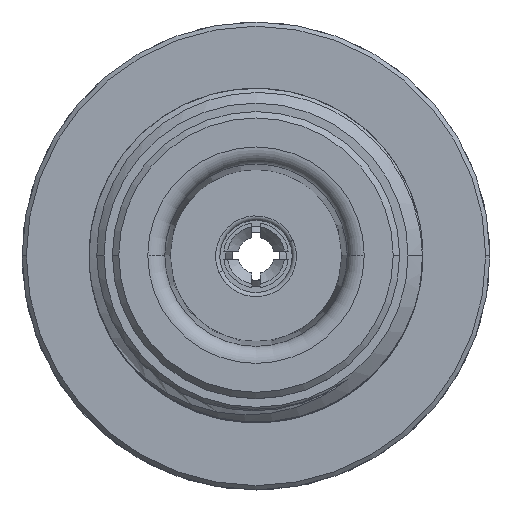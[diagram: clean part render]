
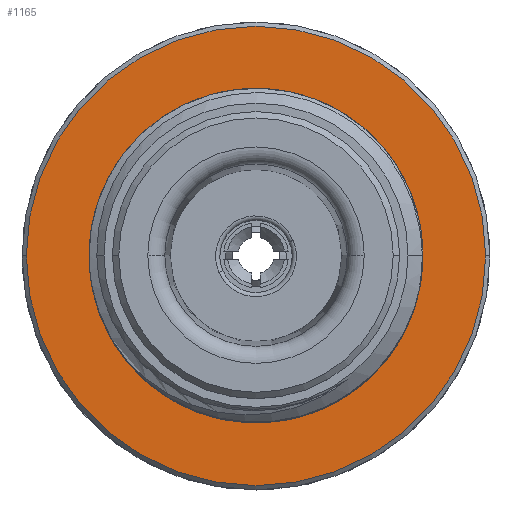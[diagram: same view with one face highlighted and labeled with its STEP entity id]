
A CAD part, top view. The second image highlights one B-rep face of the part: STEP entity #1165.
In plain terms, the highlighted planar face has unit normal (0, 0, 1).
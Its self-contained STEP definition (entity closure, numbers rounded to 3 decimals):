
#47 = AXIS2_PLACEMENT_3D ( 'NONE', #13129, #10701, #11990 ) ;
#204 = VERTEX_POINT ( 'NONE', #13057 ) ;
#749 = CARTESIAN_POINT ( 'NONE',  ( 0., 0., 13.85 ) ) ;
#811 = EDGE_LOOP ( 'NONE', ( #4923, #10648 ) ) ;
#1165 = ADVANCED_FACE ( 'NONE', ( #1483, #13244 ), #16091, .T. ) ;
#1483 = FACE_BOUND ( 'NONE', #811, .T. ) ;
#2295 = DIRECTION ( 'NONE',  ( 0., 0., -1. ) ) ;
#3007 = DIRECTION ( 'NONE',  ( 0., 0., 1. ) ) ;
#3335 = VERTEX_POINT ( 'NONE', #8911 ) ;
#4427 = EDGE_CURVE ( 'NONE', #15477, #204, #5521, .T. ) ;
#4656 = CARTESIAN_POINT ( 'NONE',  ( 0., 0., 13.85 ) ) ;
#4923 = ORIENTED_EDGE ( 'NONE', *, *, #4427, .T. ) ;
#5117 = DIRECTION ( 'NONE',  ( 0., 0., -1. ) ) ;
#5512 = EDGE_CURVE ( 'NONE', #3335, #16167, #16230, .T. ) ;
#5521 = CIRCLE ( 'NONE', #47, 7.85 ) ;
#5667 = DIRECTION ( 'NONE',  ( 1., 0., 0. ) ) ;
#6046 = AXIS2_PLACEMENT_3D ( 'NONE', #749, #2295, #12836 ) ;
#6404 = CARTESIAN_POINT ( 'NONE',  ( 0., 0., 13.85 ) ) ;
#6546 = CARTESIAN_POINT ( 'NONE',  ( -10.8, 0., 13.85 ) ) ;
#6765 = ORIENTED_EDGE ( 'NONE', *, *, #12447, .F. ) ;
#8231 = CARTESIAN_POINT ( 'NONE',  ( -7.85, 0., 13.85 ) ) ;
#8911 = CARTESIAN_POINT ( 'NONE',  ( 10.8, 0., 13.85 ) ) ;
#9038 = AXIS2_PLACEMENT_3D ( 'NONE', #4656, #12369, #9774 ) ;
#9774 = DIRECTION ( 'NONE',  ( -1., 0., 0. ) ) ;
#10648 = ORIENTED_EDGE ( 'NONE', *, *, #13907, .T. ) ;
#10701 = DIRECTION ( 'NONE',  ( 0., 0., -1. ) ) ;
#11990 = DIRECTION ( 'NONE',  ( -1., 0., 0. ) ) ;
#12369 = DIRECTION ( 'NONE',  ( 0., 0., -1. ) ) ;
#12391 = ORIENTED_EDGE ( 'NONE', *, *, #5512, .F. ) ;
#12447 = EDGE_CURVE ( 'NONE', #16167, #3335, #16480, .T. ) ;
#12836 = DIRECTION ( 'NONE',  ( -1., 0., 0. ) ) ;
#13057 = CARTESIAN_POINT ( 'NONE',  ( 7.85, 0., 13.85 ) ) ;
#13129 = CARTESIAN_POINT ( 'NONE',  ( 0., 0., 13.85 ) ) ;
#13195 = AXIS2_PLACEMENT_3D ( 'NONE', #6404, #5117, #16912 ) ;
#13244 = FACE_OUTER_BOUND ( 'NONE', #13494, .T. ) ;
#13494 = EDGE_LOOP ( 'NONE', ( #6765, #12391 ) ) ;
#13907 = EDGE_CURVE ( 'NONE', #204, #15477, #14550, .T. ) ;
#14550 = CIRCLE ( 'NONE', #6046, 7.85 ) ;
#15477 = VERTEX_POINT ( 'NONE', #8231 ) ;
#15937 = AXIS2_PLACEMENT_3D ( 'NONE', #16013, #3007, #5667 ) ;
#16013 = CARTESIAN_POINT ( 'NONE',  ( 0., 7.85, 13.85 ) ) ;
#16091 = PLANE ( 'NONE',  #15937 ) ;
#16167 = VERTEX_POINT ( 'NONE', #6546 ) ;
#16230 = CIRCLE ( 'NONE', #13195, 10.8 ) ;
#16480 = CIRCLE ( 'NONE', #9038, 10.8 ) ;
#16912 = DIRECTION ( 'NONE',  ( -1., 0., 0. ) ) ;
